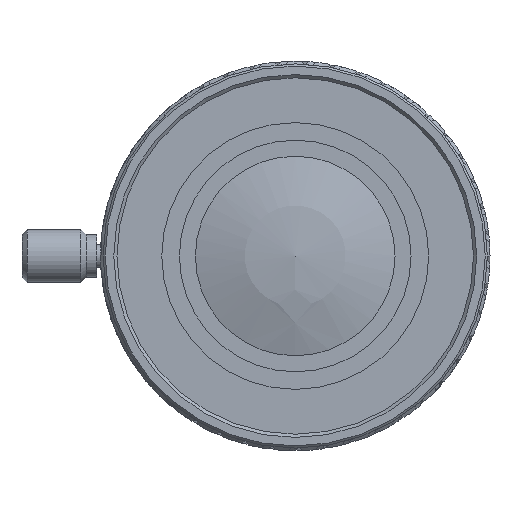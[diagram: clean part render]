
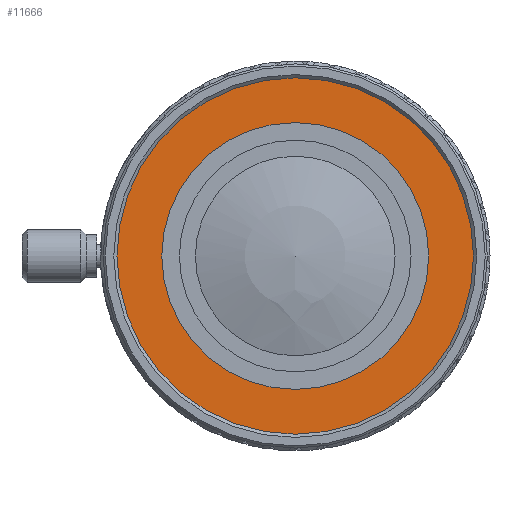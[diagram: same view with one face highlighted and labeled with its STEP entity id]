
A CAD part, left-side view. The second image highlights one B-rep face of the part: STEP entity #11666.
In plain terms, the highlighted planar face has unit normal (-1, 0, 0).
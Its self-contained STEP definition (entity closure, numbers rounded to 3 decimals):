
#2477=ORIENTED_EDGE('',*,*,#4823,.T.);
#2478=ORIENTED_EDGE('',*,*,#4783,.F.);
#4783=EDGE_CURVE('',#5871,#5871,#6418,.T.);
#4823=EDGE_CURVE('',#5906,#5906,#6446,.T.);
#5871=VERTEX_POINT('',#18395);
#5906=VERTEX_POINT('',#18544);
#6418=CIRCLE('',#12596,12.5);
#6446=CIRCLE('',#12652,17.);
#7042=EDGE_LOOP('',(#2477));
#7043=EDGE_LOOP('',(#2478));
#7581=FACE_BOUND('',#7042,.T.);
#7582=FACE_BOUND('',#7043,.T.);
#8003=PLANE('',#12654);
#11666=ADVANCED_FACE('',(#7581,#7582),#8003,.T.);
#12596=AXIS2_PLACEMENT_3D('',#18394,#15006,#15007);
#12652=AXIS2_PLACEMENT_3D('',#18543,#15118,#15119);
#12654=AXIS2_PLACEMENT_3D('',#18547,#15122,#15123);
#15006=DIRECTION('',(-1.,0.,0.));
#15007=DIRECTION('',(0.,0.,1.));
#15118=DIRECTION('',(-1.,0.,0.));
#15119=DIRECTION('',(0.,0.,1.));
#15122=DIRECTION('',(-1.,0.,0.));
#15123=DIRECTION('',(0.,0.,1.));
#18394=CARTESIAN_POINT('',(-92.796,0.,0.));
#18395=CARTESIAN_POINT('',(-92.796,0.,12.5));
#18543=CARTESIAN_POINT('',(-92.796,0.,0.));
#18544=CARTESIAN_POINT('',(-92.796,0.,17.));
#18547=CARTESIAN_POINT('',(-92.796,0.,17.));
